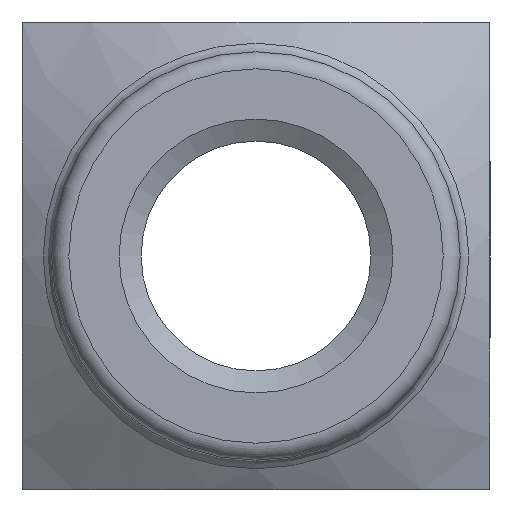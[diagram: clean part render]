
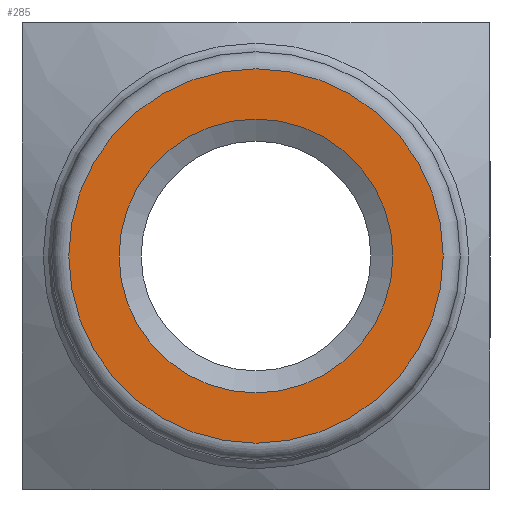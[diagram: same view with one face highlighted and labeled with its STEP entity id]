
A CAD part, front view. The second image highlights one B-rep face of the part: STEP entity #285.
In plain terms, the highlighted planar face has unit normal (0, -1, 0).
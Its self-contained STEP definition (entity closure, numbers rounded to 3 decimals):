
#16 = VERTEX_POINT ( 'NONE', #64 ) ;
#64 = CARTESIAN_POINT ( 'NONE',  ( 16.098, -110., 0. ) ) ;
#67 = AXIS2_PLACEMENT_3D ( 'NONE', #590, #206, #729 ) ;
#126 = CARTESIAN_POINT ( 'NONE',  ( 22., -110., 0. ) ) ;
#127 = CARTESIAN_POINT ( 'NONE',  ( 0., -110., 0. ) ) ;
#128 = PLANE ( 'NONE',  #687 ) ;
#189 = VERTEX_POINT ( 'NONE', #126 ) ;
#206 = DIRECTION ( 'NONE',  ( 0., -1., 0. ) ) ;
#285 = ADVANCED_FACE ( 'NONE', ( #373, #624 ), #128, .T. ) ;
#336 = AXIS2_PLACEMENT_3D ( 'NONE', #127, #623, #368 ) ;
#361 = ORIENTED_EDGE ( 'NONE', *, *, #497, .F. ) ;
#368 = DIRECTION ( 'NONE',  ( 1., 0., 0. ) ) ;
#373 = FACE_OUTER_BOUND ( 'NONE', #529, .T. ) ;
#413 = CARTESIAN_POINT ( 'NONE',  ( 0., -110., 0. ) ) ;
#458 = DIRECTION ( 'NONE',  ( 1., 0., 0. ) ) ;
#497 = EDGE_CURVE ( 'NONE', #16, #16, #785, .T. ) ;
#529 = EDGE_LOOP ( 'NONE', ( #684 ) ) ;
#590 = CARTESIAN_POINT ( 'NONE',  ( 0., -110., 0. ) ) ;
#623 = DIRECTION ( 'NONE',  ( 0., -1., 0. ) ) ;
#624 = FACE_BOUND ( 'NONE', #790, .T. ) ;
#640 = CIRCLE ( 'NONE', #67, 22. ) ;
#672 = EDGE_CURVE ( 'NONE', #189, #189, #640, .T. ) ;
#684 = ORIENTED_EDGE ( 'NONE', *, *, #672, .T. ) ;
#687 = AXIS2_PLACEMENT_3D ( 'NONE', #413, #809, #458 ) ;
#729 = DIRECTION ( 'NONE',  ( 1., 0., 0. ) ) ;
#785 = CIRCLE ( 'NONE', #336, 16.098 ) ;
#790 = EDGE_LOOP ( 'NONE', ( #361 ) ) ;
#809 = DIRECTION ( 'NONE',  ( 0., -1., 0. ) ) ;
